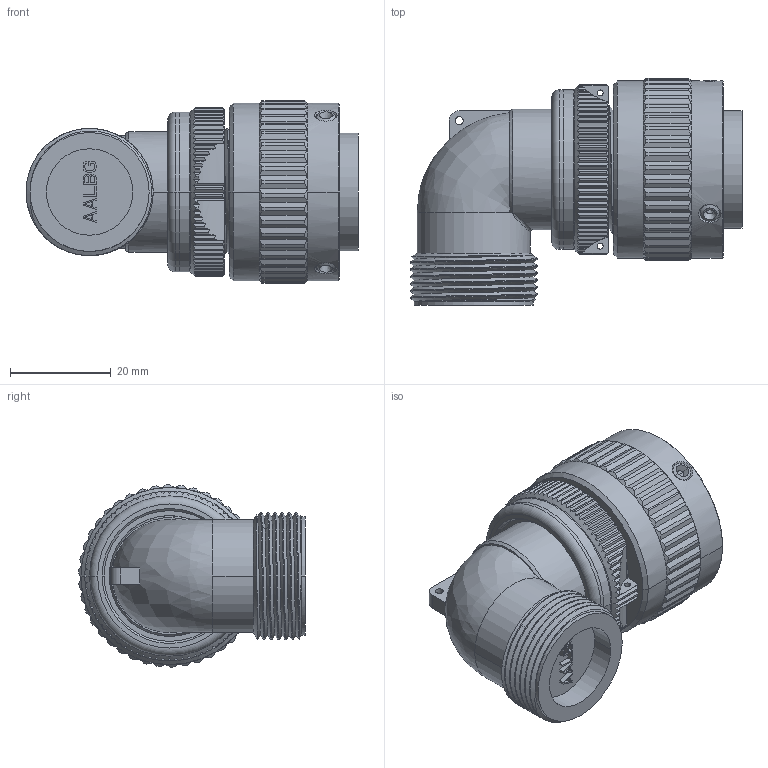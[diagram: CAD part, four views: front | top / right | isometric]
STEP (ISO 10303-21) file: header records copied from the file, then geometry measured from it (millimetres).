
FILE_DESCRIPTION((''),'2;1');
FILE_NAME('VG95234K-18_SW0001','2023-03-23T15:17:32',('paultorloting'),('NET AG system integration'),'CREO PARAMETRIC BY PTC INC, 2021404','CREO PARAMETRIC BY PTC INC, 2021404','');
FILE_SCHEMA(('AUTOMOTIVE_DESIGN { 1 0 10303 214 1 1 1 1 }'));
Products named in the file (1): VG95234K-18_SW0001
Bounding box: 65.9 x 45.05 x 36.17 mm (x, y, z)
Volume: 34775.9 mm3; surface area: 19812.5 mm2
Topology: 2 solids, 3 shells, 1784 faces, 4838 edges, 3003 vertices
Faces by surface type: bspline 630, plane 609, cylinder 333, cone 202, torus 10
Entity records: 85733 total; most frequent: CARTESIAN_POINT 40066, ORIENTED_EDGE 9664, DIRECTION 5648, EDGE_CURVE 4832, VERTEX_POINT 3003, B_SPLINE_CURVE_WITH_KNOTS 2160, VECTOR 2027, LINE 2027
